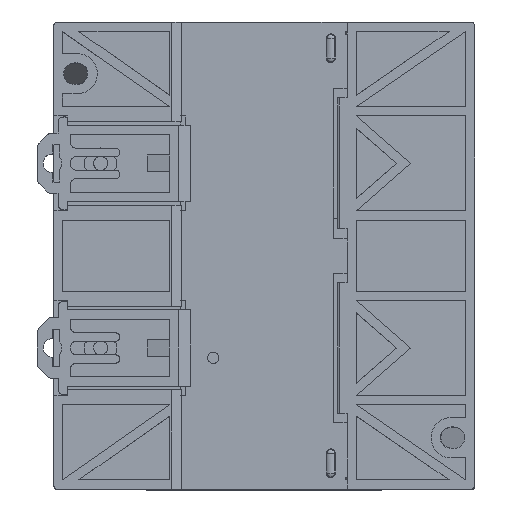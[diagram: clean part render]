
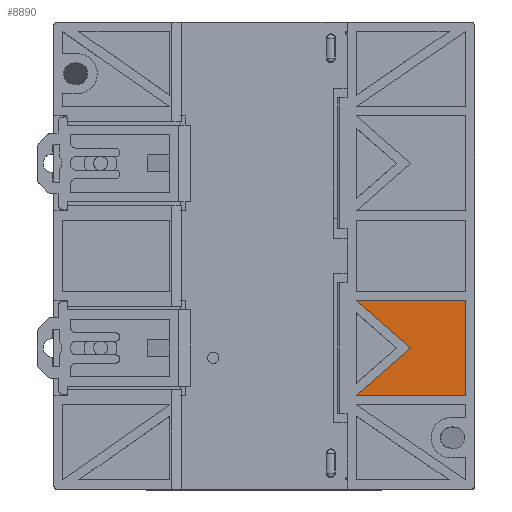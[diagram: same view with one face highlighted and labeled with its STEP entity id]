
A CAD part, top view. The second image highlights one B-rep face of the part: STEP entity #8890.
In plain terms, the highlighted planar face has unit normal (0, 0, 1).
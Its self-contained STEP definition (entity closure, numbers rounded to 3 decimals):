
#8890=ADVANCED_FACE('',(#20031),#195143,.T.);
#20031=FACE_OUTER_BOUND('',#31480,.T.);
#31480=EDGE_LOOP('',(#83512,#83513,#83514,#83515,#83516,#83517,#83518));
#83512=ORIENTED_EDGE('',*,*,#127501,.F.);
#83513=ORIENTED_EDGE('',*,*,#124607,.T.);
#83514=ORIENTED_EDGE('',*,*,#124660,.F.);
#83515=ORIENTED_EDGE('',*,*,#124661,.F.);
#83516=ORIENTED_EDGE('',*,*,#124662,.F.);
#83517=ORIENTED_EDGE('',*,*,#124606,.T.);
#83518=ORIENTED_EDGE('',*,*,#127500,.F.);
#124606=EDGE_CURVE('',#181480,#181481,#157858,.T.);
#124607=EDGE_CURVE('',#181482,#181483,#157859,.T.);
#124660=EDGE_CURVE('',#181536,#181483,#157912,.T.);
#124661=EDGE_CURVE('',#181537,#181536,#157913,.T.);
#124662=EDGE_CURVE('',#181480,#181537,#157914,.T.);
#127500=EDGE_CURVE('',#181535,#181481,#160481,.T.);
#127501=EDGE_CURVE('',#181482,#181535,#160482,.T.);
#157858=B_SPLINE_CURVE_WITH_KNOTS('',1,(#319459,#319460),.UNSPECIFIED.,
 .F.,.F.,(2,2),(-0.045,0.),.UNSPECIFIED.);
#157859=B_SPLINE_CURVE_WITH_KNOTS('',1,(#319461,#319462),.UNSPECIFIED.,
 .F.,.F.,(2,2),(-0.045,0.),.UNSPECIFIED.);
#157912=B_SPLINE_CURVE_WITH_KNOTS('',1,(#319567,#319568),.UNSPECIFIED.,
 .F.,.F.,(2,2),(-23.35,0.),.UNSPECIFIED.);
#157913=B_SPLINE_CURVE_WITH_KNOTS('',1,(#319569,#319570),.UNSPECIFIED.,
 .F.,.F.,(2,2),(-20.3,0.),.UNSPECIFIED.);
#157914=B_SPLINE_CURVE_WITH_KNOTS('',1,(#319571,#319572),.UNSPECIFIED.,
 .F.,.F.,(2,2),(-23.35,0.),.UNSPECIFIED.);
#160481=B_SPLINE_CURVE_WITH_KNOTS('',1,(#326446,#326447),.UNSPECIFIED.,
 .F.,.F.,(2,2),(0.,15.421),.UNSPECIFIED.);
#160482=B_SPLINE_CURVE_WITH_KNOTS('',1,(#326448,#326449),.UNSPECIFIED.,
 .F.,.F.,(2,2),(0.,15.421),.UNSPECIFIED.);
#181480=VERTEX_POINT('',#263139);
#181481=VERTEX_POINT('',#263140);
#181482=VERTEX_POINT('',#263141);
#181483=VERTEX_POINT('',#263142);
#181535=VERTEX_POINT('',#263194);
#181536=VERTEX_POINT('',#263195);
#181537=VERTEX_POINT('',#263196);
#195143=PLANE('',#205464);
#205464=AXIS2_PLACEMENT_3D('',#238637,#215768,$);
#215768=DIRECTION('',(0.,0.,1.));
#238637=CARTESIAN_POINT('',(436.805,348.271,-3.));
#263139=CARTESIAN_POINT('',(439.75,345.631,-3.));
#263140=CARTESIAN_POINT('',(439.75,345.586,-3.));
#263141=CARTESIAN_POINT('',(439.75,325.377,-3.));
#263142=CARTESIAN_POINT('',(439.75,325.331,-3.));
#263194=CARTESIAN_POINT('',(451.399,335.481,-3.));
#263195=CARTESIAN_POINT('',(463.1,325.331,-3.));
#263196=CARTESIAN_POINT('',(463.1,345.631,-3.));
#319459=CARTESIAN_POINT('',(439.75,345.631,-3.));
#319460=CARTESIAN_POINT('',(439.75,345.586,-3.));
#319461=CARTESIAN_POINT('',(439.75,325.377,-3.));
#319462=CARTESIAN_POINT('',(439.75,325.331,-3.));
#319567=CARTESIAN_POINT('',(463.1,325.331,-3.));
#319568=CARTESIAN_POINT('',(439.75,325.331,-3.));
#319569=CARTESIAN_POINT('',(463.1,345.631,-3.));
#319570=CARTESIAN_POINT('',(463.1,325.331,-3.));
#319571=CARTESIAN_POINT('',(439.75,345.631,-3.));
#319572=CARTESIAN_POINT('',(463.1,345.631,-3.));
#326446=CARTESIAN_POINT('',(451.399,335.481,-3.));
#326447=CARTESIAN_POINT('',(439.75,345.586,-3.));
#326448=CARTESIAN_POINT('',(439.75,325.377,-3.));
#326449=CARTESIAN_POINT('',(451.399,335.481,-3.));
